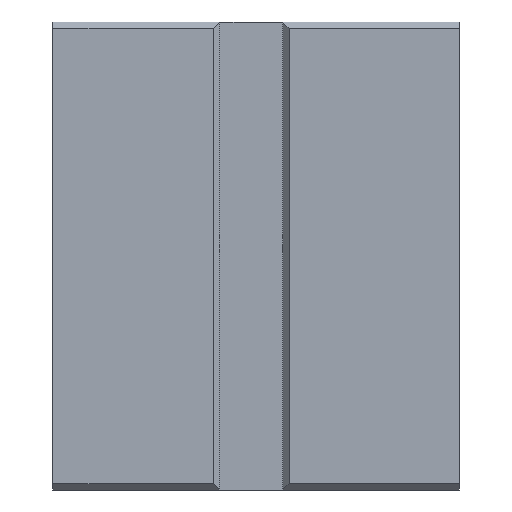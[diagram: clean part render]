
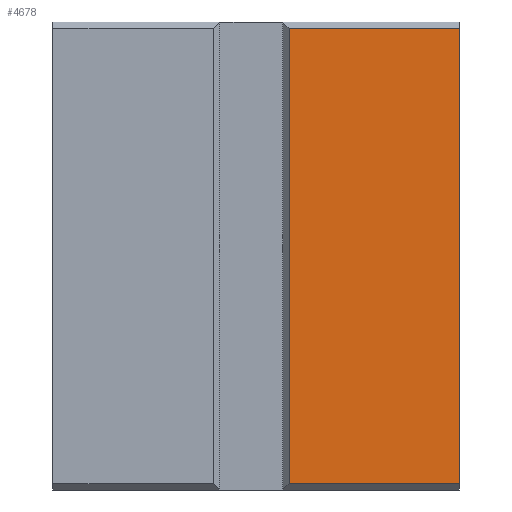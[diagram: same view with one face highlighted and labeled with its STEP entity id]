
A CAD part, front view. The second image highlights one B-rep face of the part: STEP entity #4678.
In plain terms, the highlighted planar face has unit normal (0, -1, 0).
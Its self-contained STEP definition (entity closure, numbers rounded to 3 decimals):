
#390=FACE_OUTER_BOUND('',#679,.T.);
#679=EDGE_LOOP('',(#3033,#3034,#3035,#3036));
#1086=LINE('',#6993,#1518);
#1094=LINE('',#7006,#1526);
#1097=LINE('',#7013,#1529);
#1098=LINE('',#7014,#1530);
#1518=VECTOR('',#5561,10.);
#1526=VECTOR('',#5573,10.);
#1529=VECTOR('',#5580,10.);
#1530=VECTOR('',#5581,10.);
#1944=VERTEX_POINT('',#6990);
#1945=VERTEX_POINT('',#6992);
#1948=VERTEX_POINT('',#7004);
#1950=VERTEX_POINT('',#7012);
#2365=EDGE_CURVE('',#1945,#1944,#1086,.T.);
#2373=EDGE_CURVE('',#1948,#1944,#1094,.T.);
#2376=EDGE_CURVE('',#1948,#1950,#1097,.T.);
#2377=EDGE_CURVE('',#1945,#1950,#1098,.T.);
#3033=ORIENTED_EDGE('',*,*,#2365,.T.);
#3034=ORIENTED_EDGE('',*,*,#2373,.F.);
#3035=ORIENTED_EDGE('',*,*,#2376,.T.);
#3036=ORIENTED_EDGE('',*,*,#2377,.F.);
#4191=PLANE('',#4998);
#4678=ADVANCED_FACE('',(#390),#4191,.T.);
#4998=AXIS2_PLACEMENT_3D('',#7011,#5578,#5579);
#5561=DIRECTION('',(0.,0.,1.));
#5573=DIRECTION('',(1.,0.,0.));
#5578=DIRECTION('center_axis',(0.,-1.,0.));
#5579=DIRECTION('ref_axis',(1.,0.,0.));
#5580=DIRECTION('',(0.,0.,-1.));
#5581=DIRECTION('',(-1.,0.,0.));
#6990=CARTESIAN_POINT('',(678.,0.,730.));
#6992=CARTESIAN_POINT('',(678.,0.,7.));
#6993=CARTESIAN_POINT('',(678.,0.,370.));
#7004=CARTESIAN_POINT('',(408.,0.,730.));
#7006=CARTESIAN_POINT('',(348.,0.,730.));
#7011=CARTESIAN_POINT('Origin',(0.,0.,
0.));
#7012=CARTESIAN_POINT('',(408.,0.,7.));
#7013=CARTESIAN_POINT('',(408.,0.,360.));
#7014=CARTESIAN_POINT('',(348.,0.,7.));
